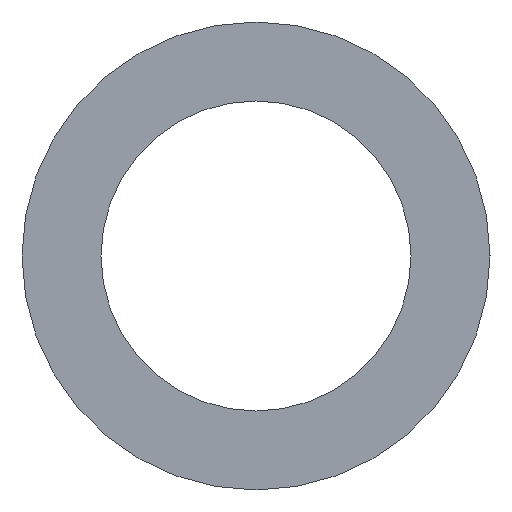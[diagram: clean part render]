
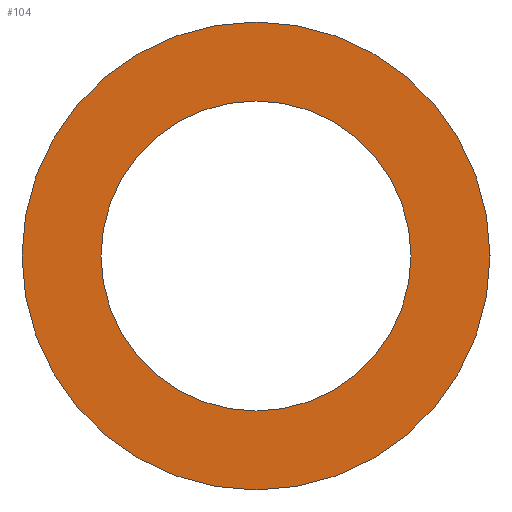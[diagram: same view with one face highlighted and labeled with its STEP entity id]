
A CAD part, left-side view. The second image highlights one B-rep face of the part: STEP entity #104.
In plain terms, the highlighted planar face has unit normal (-1, 0, 0).
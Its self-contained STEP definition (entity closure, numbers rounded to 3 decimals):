
#19 = VERTEX_POINT ( 'NONE', #68 ) ;
#20 = DIRECTION ( 'NONE',  ( 0., 0., -1. ) ) ;
#21 = DIRECTION ( 'NONE',  ( 1., 0., 0. ) ) ;
#23 = ORIENTED_EDGE ( 'NONE', *, *, #26, .F. ) ;
#24 = EDGE_CURVE ( 'NONE', #194, #19, #31, .T. ) ;
#25 = VERTEX_POINT ( 'NONE', #78 ) ;
#26 = EDGE_CURVE ( 'NONE', #73, #25, #210, .T. ) ;
#31 = CIRCLE ( 'NONE', #136, 2.65 ) ;
#32 = CARTESIAN_POINT ( 'NONE',  ( 0., 0., 0. ) ) ;
#33 = ORIENTED_EDGE ( 'NONE', *, *, #180, .F. ) ;
#54 = DIRECTION ( 'NONE',  ( 0., 0., -1. ) ) ;
#61 = AXIS2_PLACEMENT_3D ( 'NONE', #138, #127, #120 ) ;
#67 = PLANE ( 'NONE',  #92 ) ;
#68 = CARTESIAN_POINT ( 'NONE',  ( 0., 0., 2.65 ) ) ;
#69 = CIRCLE ( 'NONE', #61, 4. ) ;
#71 = ORIENTED_EDGE ( 'NONE', *, *, #24, .T. ) ;
#73 = VERTEX_POINT ( 'NONE', #162 ) ;
#74 = CARTESIAN_POINT ( 'NONE',  ( 0., 0., 0. ) ) ;
#78 = CARTESIAN_POINT ( 'NONE',  ( 0., 0., -4. ) ) ;
#92 = AXIS2_PLACEMENT_3D ( 'NONE', #74, #93, #54 ) ;
#93 = DIRECTION ( 'NONE',  ( 1., 0., 0. ) ) ;
#96 = AXIS2_PLACEMENT_3D ( 'NONE', #32, #21, #20 ) ;
#100 = EDGE_LOOP ( 'NONE', ( #23, #33 ) ) ;
#103 = CIRCLE ( 'NONE', #96, 2.65 ) ;
#104 = ADVANCED_FACE ( 'NONE', ( #123, #109 ), #67, .F. ) ;
#105 = ORIENTED_EDGE ( 'NONE', *, *, #152, .T. ) ;
#109 = FACE_BOUND ( 'NONE', #157, .T. ) ;
#120 = DIRECTION ( 'NONE',  ( 0., 0., -1. ) ) ;
#123 = FACE_OUTER_BOUND ( 'NONE', #100, .T. ) ;
#127 = DIRECTION ( 'NONE',  ( 1., 0., 0. ) ) ;
#136 = AXIS2_PLACEMENT_3D ( 'NONE', #208, #205, #204 ) ;
#138 = CARTESIAN_POINT ( 'NONE',  ( 0., 0., 0. ) ) ;
#142 = AXIS2_PLACEMENT_3D ( 'NONE', #183, #181, #179 ) ;
#152 = EDGE_CURVE ( 'NONE', #19, #194, #103, .T. ) ;
#157 = EDGE_LOOP ( 'NONE', ( #105, #71 ) ) ;
#162 = CARTESIAN_POINT ( 'NONE',  ( 0., 0., 4. ) ) ;
#179 = DIRECTION ( 'NONE',  ( 0., 0., -1. ) ) ;
#180 = EDGE_CURVE ( 'NONE', #25, #73, #69, .T. ) ;
#181 = DIRECTION ( 'NONE',  ( 1., 0., 0. ) ) ;
#183 = CARTESIAN_POINT ( 'NONE',  ( 0., 0., 0. ) ) ;
#194 = VERTEX_POINT ( 'NONE', #201 ) ;
#201 = CARTESIAN_POINT ( 'NONE',  ( 0., 0., -2.65 ) ) ;
#204 = DIRECTION ( 'NONE',  ( 0., 0., -1. ) ) ;
#205 = DIRECTION ( 'NONE',  ( 1., 0., 0. ) ) ;
#208 = CARTESIAN_POINT ( 'NONE',  ( 0., 0., 0. ) ) ;
#210 = CIRCLE ( 'NONE', #142, 4. ) ;
